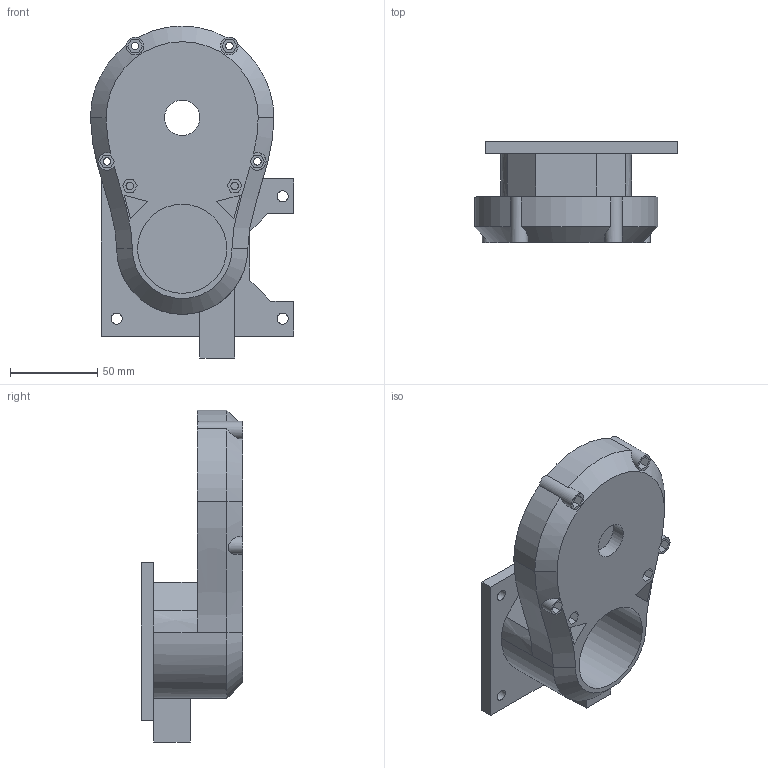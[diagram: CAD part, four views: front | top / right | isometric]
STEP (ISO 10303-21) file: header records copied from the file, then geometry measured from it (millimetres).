
FILE_DESCRIPTION(('FreeCAD Model'),'2;1');
FILE_NAME('Open CASCADE Shape Model','2025-10-15T14:25:48',(''),(''), 'Open CASCADE STEP processor 7.8','FreeCAD','Unknown');
FILE_SCHEMA(('AUTOMOTIVE_DESIGN { 1 0 10303 214 1 1 1 1 }'));
Length unit declared in the file: millimetre
Products named in the file (1): AzHousing
Bounding box: 116.25 x 58 x 190 mm (x, y, z)
Volume: 305166.5 mm3; surface area: 75788 mm2
Topology: 1 solids, 1 shells, 500 faces, 1449 edges, 964 vertices
Faces by surface type: cylinder 221, extrusion 196, plane 79, cone 2, bspline 2
Full cylindrical faces by diameter (mm): 4.3 x6, 6.4 x4, 10 x2, 20.21 x1, 25 x1, 35 x1, 50 x1, 51 x1, 60 x1, 65.3 x1
Entity records: 18246 total; most frequent: CARTESIAN_POINT 5368, ORIENTED_EDGE 2898, DIRECTION 2283, EDGE_CURVE 1449, VERTEX_POINT 964, VECTOR 787, AXIS2_PLACEMENT_3D 748, B_SPLINE_CURVE_WITH_KNOTS 609
